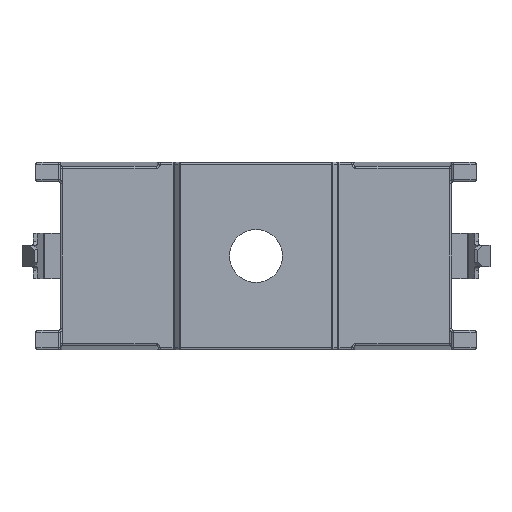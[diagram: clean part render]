
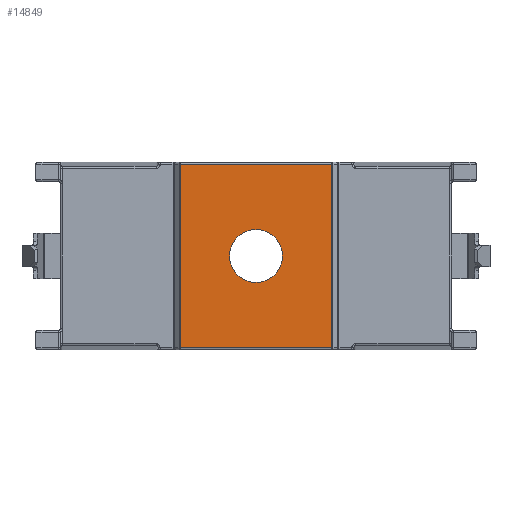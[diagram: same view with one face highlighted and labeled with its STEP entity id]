
A CAD part, front view. The second image highlights one B-rep face of the part: STEP entity #14849.
In plain terms, the highlighted planar face has unit normal (0, -1, 0).
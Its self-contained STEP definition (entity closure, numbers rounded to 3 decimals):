
#213 = VERTEX_POINT ( 'NONE', #5935 ) ;
#763 = CARTESIAN_POINT ( 'NONE',  ( -11.25, -5.75, 4.8 ) ) ;
#853 = FACE_BOUND ( 'NONE', #14897, .T. ) ;
#1470 = AXIS2_PLACEMENT_3D ( 'NONE', #14683, #6267, #16115 ) ;
#1603 = DIRECTION ( 'NONE',  ( 0., 0., -1. ) ) ;
#1786 = LINE ( 'NONE', #13672, #9224 ) ;
#2175 = CARTESIAN_POINT ( 'NONE',  ( 1.35, -5.75, 0. ) ) ;
#2190 = DIRECTION ( 'NONE',  ( -1., 0., 0. ) ) ;
#2558 = DIRECTION ( 'NONE',  ( 0., -1., 0. ) ) ;
#2695 = VECTOR ( 'NONE', #1603, 1000. ) ;
#2720 = EDGE_CURVE ( 'NONE', #213, #11607, #14224, .T. ) ;
#3608 = LINE ( 'NONE', #12911, #7310 ) ;
#3972 = AXIS2_PLACEMENT_3D ( 'NONE', #763, #10558, #2190 ) ;
#5935 = CARTESIAN_POINT ( 'NONE',  ( 3.859, -5.75, 4.7 ) ) ;
#6267 = DIRECTION ( 'NONE',  ( 0., -1., 0. ) ) ;
#6677 = DIRECTION ( 'NONE',  ( 0., 0., 1. ) ) ;
#6755 = VECTOR ( 'NONE', #9077, 1000. ) ;
#7098 = VERTEX_POINT ( 'NONE', #15551 ) ;
#7279 = EDGE_CURVE ( 'NONE', #17939, #7098, #14670, .T. ) ;
#7310 = VECTOR ( 'NONE', #14324, 1000. ) ;
#7385 = ORIENTED_EDGE ( 'NONE', *, *, #10464, .T. ) ;
#7568 = ORIENTED_EDGE ( 'NONE', *, *, #7279, .F. ) ;
#8319 = ORIENTED_EDGE ( 'NONE', *, *, #10880, .F. ) ;
#9077 = DIRECTION ( 'NONE',  ( -1., 0., 0. ) ) ;
#9224 = VECTOR ( 'NONE', #6677, 1000. ) ;
#9704 = AXIS2_PLACEMENT_3D ( 'NONE', #10932, #2558, #12360 ) ;
#10334 = CARTESIAN_POINT ( 'NONE',  ( -3.859, -5.75, 4.7 ) ) ;
#10464 = EDGE_CURVE ( 'NONE', #11607, #13403, #10562, .T. ) ;
#10558 = DIRECTION ( 'NONE',  ( 0., 1., 0. ) ) ;
#10562 = LINE ( 'NONE', #14208, #2695 ) ;
#10880 = EDGE_CURVE ( 'NONE', #7098, #17939, #15684, .T. ) ;
#10932 = CARTESIAN_POINT ( 'NONE',  ( 0., -5.75, 0. ) ) ;
#11607 = VERTEX_POINT ( 'NONE', #10334 ) ;
#11772 = ORIENTED_EDGE ( 'NONE', *, *, #2720, .T. ) ;
#12050 = FACE_OUTER_BOUND ( 'NONE', #13707, .T. ) ;
#12190 = VERTEX_POINT ( 'NONE', #14803 ) ;
#12360 = DIRECTION ( 'NONE',  ( 1., 0., 0. ) ) ;
#12911 = CARTESIAN_POINT ( 'NONE',  ( 3.759, -5.75, -4.7 ) ) ;
#13315 = PLANE ( 'NONE',  #3972 ) ;
#13403 = VERTEX_POINT ( 'NONE', #13715 ) ;
#13672 = CARTESIAN_POINT ( 'NONE',  ( 3.859, -5.75, 4.8 ) ) ;
#13707 = EDGE_LOOP ( 'NONE', ( #16849, #11772, #7385, #16074 ) ) ;
#13715 = CARTESIAN_POINT ( 'NONE',  ( -3.859, -5.75, -4.7 ) ) ;
#13844 = EDGE_CURVE ( 'NONE', #12190, #213, #1786, .T. ) ;
#14208 = CARTESIAN_POINT ( 'NONE',  ( -3.859, -5.75, 4.8 ) ) ;
#14224 = LINE ( 'NONE', #14659, #6755 ) ;
#14324 = DIRECTION ( 'NONE',  ( 1., 0., 0. ) ) ;
#14659 = CARTESIAN_POINT ( 'NONE',  ( -11.25, -5.75, 4.7 ) ) ;
#14670 = CIRCLE ( 'NONE', #1470, 1.35 ) ;
#14683 = CARTESIAN_POINT ( 'NONE',  ( 0., -5.75, 0. ) ) ;
#14803 = CARTESIAN_POINT ( 'NONE',  ( 3.859, -5.75, -4.7 ) ) ;
#14849 = ADVANCED_FACE ( 'NONE', ( #12050, #853 ), #13315, .F. ) ;
#14897 = EDGE_LOOP ( 'NONE', ( #7568, #8319 ) ) ;
#15551 = CARTESIAN_POINT ( 'NONE',  ( -1.35, -5.75, 0. ) ) ;
#15684 = CIRCLE ( 'NONE', #9704, 1.35 ) ;
#16074 = ORIENTED_EDGE ( 'NONE', *, *, #16965, .T. ) ;
#16115 = DIRECTION ( 'NONE',  ( 1., 0., 0. ) ) ;
#16849 = ORIENTED_EDGE ( 'NONE', *, *, #13844, .T. ) ;
#16965 = EDGE_CURVE ( 'NONE', #13403, #12190, #3608, .T. ) ;
#17939 = VERTEX_POINT ( 'NONE', #2175 ) ;
